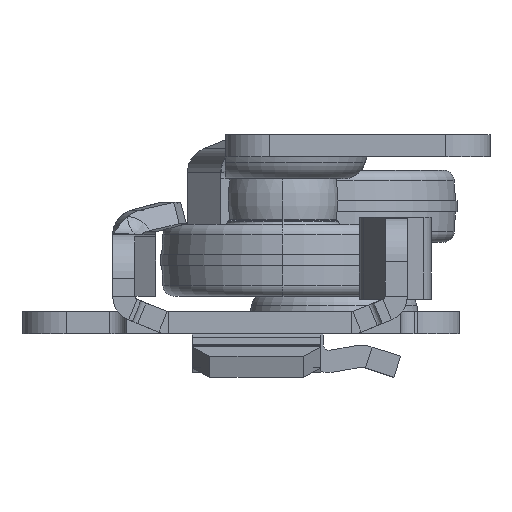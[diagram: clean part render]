
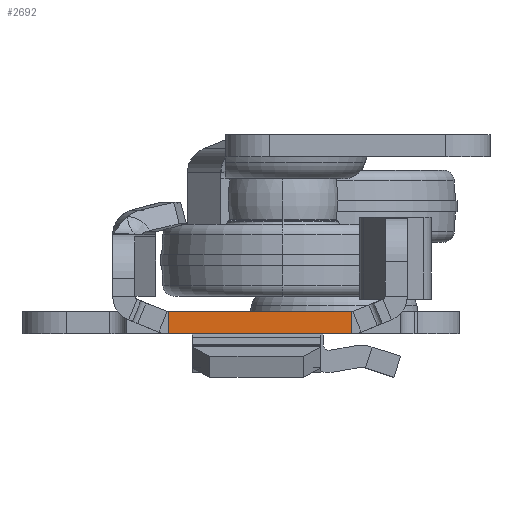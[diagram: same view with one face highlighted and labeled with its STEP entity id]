
A CAD part, left-side view. The second image highlights one B-rep face of the part: STEP entity #2692.
In plain terms, the highlighted planar face has unit normal (-1, 0, 0).
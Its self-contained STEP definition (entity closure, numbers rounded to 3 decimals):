
#1088 = ORIENTED_EDGE ( 'NONE', *, *, #3074, .F. ) ;
#1310 = LINE ( 'NONE', #15076, #13050 ) ;
#1719 = ORIENTED_EDGE ( 'NONE', *, *, #13314, .F. ) ;
#2692 = ADVANCED_FACE ( 'NONE', ( #16538 ), #2846, .T. ) ;
#2846 = PLANE ( 'NONE',  #16468 ) ;
#3074 = EDGE_CURVE ( 'NONE', #12443, #3319, #13782, .T. ) ;
#3078 = CARTESIAN_POINT ( 'NONE',  ( -399.5, 7.022, 2. ) ) ;
#3319 = VERTEX_POINT ( 'NONE', #13053 ) ;
#3676 = EDGE_CURVE ( 'NONE', #5682, #4013, #17562, .T. ) ;
#3875 = DIRECTION ( 'NONE',  ( 0., 0., -1. ) ) ;
#4013 = VERTEX_POINT ( 'NONE', #11580 ) ;
#4201 = CARTESIAN_POINT ( 'NONE',  ( -399.5, -11.5, 2. ) ) ;
#4306 = ORIENTED_EDGE ( 'NONE', *, *, #15409, .T. ) ;
#5621 = DIRECTION ( 'NONE',  ( 0., 1., 0. ) ) ;
#5682 = VERTEX_POINT ( 'NONE', #12999 ) ;
#5794 = DIRECTION ( 'NONE',  ( 0., 1., 0. ) ) ;
#6547 = VECTOR ( 'NONE', #3875, 1000. ) ;
#7920 = CARTESIAN_POINT ( 'NONE',  ( -399.5, -9.522, 2. ) ) ;
#8123 = VECTOR ( 'NONE', #11619, 1000. ) ;
#10999 = DIRECTION ( 'NONE',  ( 0., 0., 1. ) ) ;
#11411 = ORIENTED_EDGE ( 'NONE', *, *, #3676, .F. ) ;
#11434 = LINE ( 'NONE', #14321, #8123 ) ;
#11580 = CARTESIAN_POINT ( 'NONE',  ( -399.5, -9.522, 0. ) ) ;
#11619 = DIRECTION ( 'NONE',  ( 0., 1., 0. ) ) ;
#12365 = EDGE_LOOP ( 'NONE', ( #11411, #4306, #1088, #1719 ) ) ;
#12443 = VERTEX_POINT ( 'NONE', #16839 ) ;
#12999 = CARTESIAN_POINT ( 'NONE',  ( -399.5, -9.522, 2. ) ) ;
#13050 = VECTOR ( 'NONE', #5621, 1000. ) ;
#13053 = CARTESIAN_POINT ( 'NONE',  ( -399.5, 7.022, 2. ) ) ;
#13314 = EDGE_CURVE ( 'NONE', #4013, #12443, #11434, .T. ) ;
#13454 = VECTOR ( 'NONE', #10999, 1000. ) ;
#13782 = LINE ( 'NONE', #3078, #13454 ) ;
#14321 = CARTESIAN_POINT ( 'NONE',  ( -399.5, -21.25, 0. ) ) ;
#15076 = CARTESIAN_POINT ( 'NONE',  ( -399.5, -11.5, 2. ) ) ;
#15340 = DIRECTION ( 'NONE',  ( -1., 0., 0. ) ) ;
#15409 = EDGE_CURVE ( 'NONE', #5682, #3319, #1310, .T. ) ;
#16468 = AXIS2_PLACEMENT_3D ( 'NONE', #4201, #15340, #5794 ) ;
#16538 = FACE_OUTER_BOUND ( 'NONE', #12365, .T. ) ;
#16839 = CARTESIAN_POINT ( 'NONE',  ( -399.5, 7.022, 0. ) ) ;
#17562 = LINE ( 'NONE', #7920, #6547 ) ;
